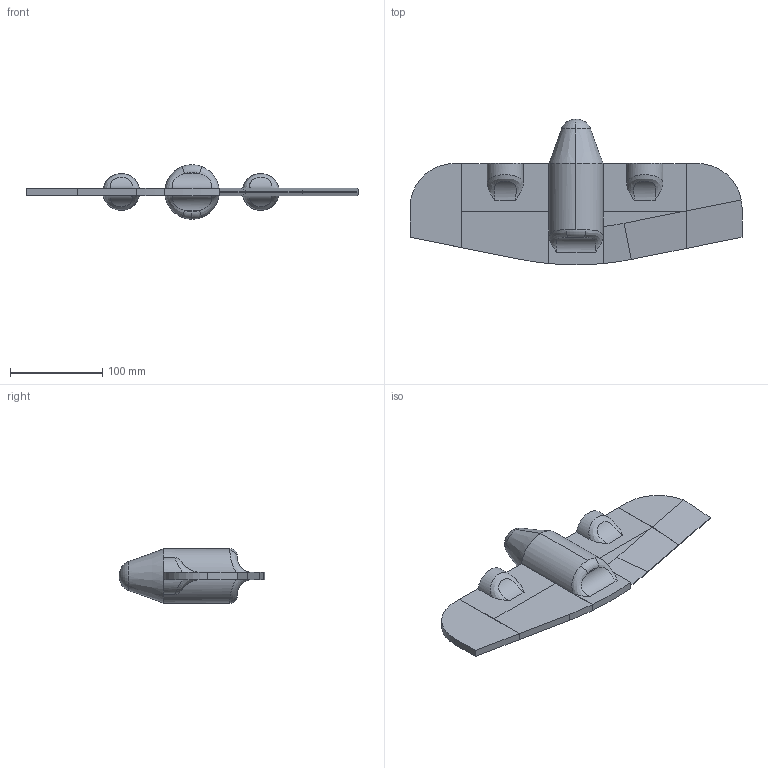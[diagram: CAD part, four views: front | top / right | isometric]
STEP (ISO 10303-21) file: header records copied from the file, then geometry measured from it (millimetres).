
FILE_DESCRIPTION (( 'STEP AP214' ), '1' );
FILE_NAME ('tailsitter v4.STEP', '2024-08-16T12:34:08', ( '' ), ( '' ), 'SwSTEP 2.0', 'SolidWorks 2024', '' );
FILE_SCHEMA (( 'AUTOMOTIVE_DESIGN' ));
Length unit declared in the file: millimetre
Products named in the file (1): tailsitter v4
Bounding box: 360 x 157.78 x 58.94 mm (x, y, z)
Volume: 547730.4 mm3; surface area: 98109.9 mm2
Topology: 7 solids, 7 shells, 86 faces, 203 edges, 131 vertices
Faces by surface type: plane 51, cylinder 18, bspline 8, torus 5, cone 4
Entity records: 4998 total; most frequent: CARTESIAN_POINT 3006, ORIENTED_EDGE 406, DIRECTION 365, EDGE_CURVE 203, VERTEX_POINT 131, VECTOR 125, LINE 125, AXIS2_PLACEMENT_3D 120
